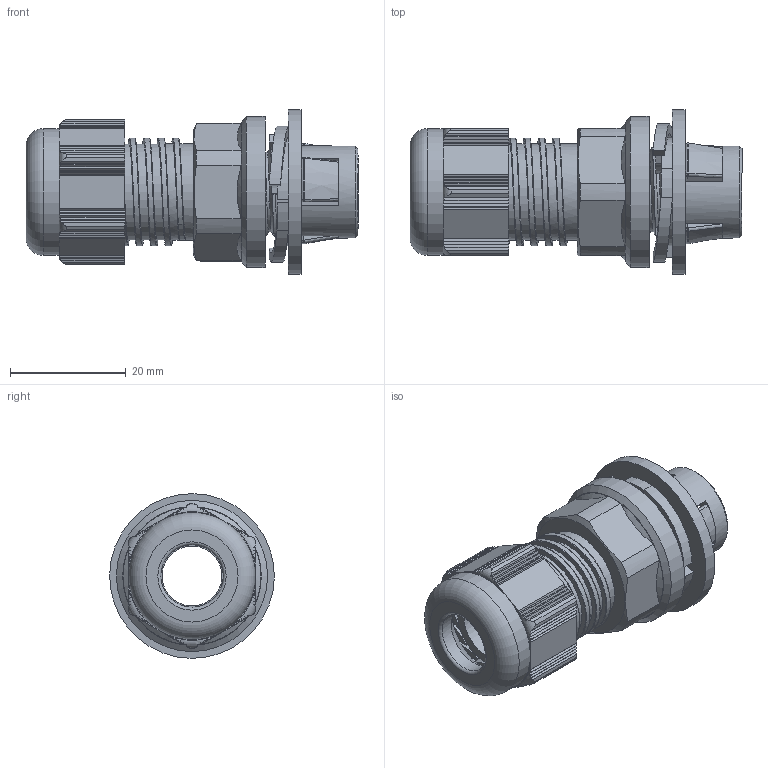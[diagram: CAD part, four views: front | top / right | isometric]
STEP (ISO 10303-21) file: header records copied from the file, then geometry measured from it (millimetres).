
FILE_DESCRIPTION(/* description */ (''),/* implementation_level */ '2;1');
FILE_NAME(/* name */ '12003200_S-MBF 16.stp',/* time_stamp */ '2018-07-04T11:36:06+02:00',/* author */ ('haertel'),/* organization */ ('Fa. Bopla'),/* preprocessor_version */ 'ST-DEVELOPER v16.13',/* originating_system */ 'Autodesk Inventor 2018',/* authorisation */ '');
FILE_SCHEMA (('AUTOMOTIVE_DESIGN { 1 0 10303 214 3 1 1 }'));
Length unit declared in the file: millimetre
Products named in the file (1): 12003200_S-MBF 16
Bounding box: 57.38 x 28.46 x 28.46 mm (x, y, z)
Volume: 11434.4 mm3; surface area: 14542.4 mm2
Topology: 2 solids, 2 shells, 563 faces, 1674 edges, 1069 vertices
Faces by surface type: plane 313, cylinder 126, torus 45, bspline 43, cone 24, sphere 12
Full cylindrical faces by diameter (mm): 10.36 x1, 10.72 x1, 10.8 x1, 10.9 x1, 11.7 x1, 12.3 x1, 12.52 x1, 13 x1, 13.54 x1, 13.82 x1, 13.83 x4, 15.64 x1, 15.93 x1, 15.982 x5, 16.2 x1, 16.64 x5, 19.05 x4, 20.982 x1, 21.91 x1, 23.83 x1, 23.87 x1, 26.11 x1, 28.46 x1
Entity records: 36330 total; most frequent: CARTESIAN_POINT 21508, ORIENTED_EDGE 3136, DIRECTION 2872, EDGE_CURVE 1567, AXIS2_PLACEMENT_3D 1080, VERTEX_POINT 1016, LINE 712, VECTOR 712
